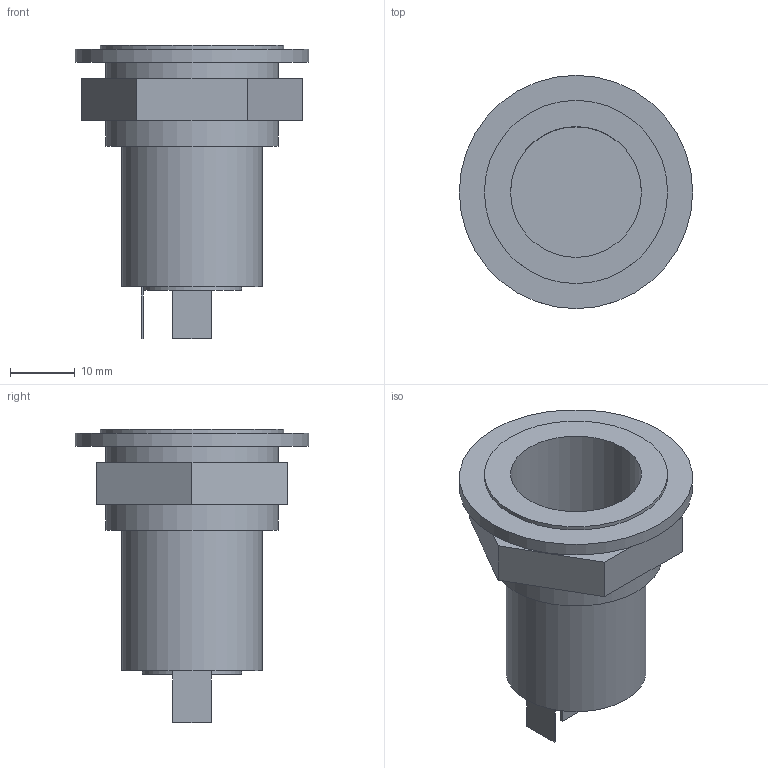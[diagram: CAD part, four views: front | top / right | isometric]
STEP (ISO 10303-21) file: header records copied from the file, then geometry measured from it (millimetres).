
FILE_DESCRIPTION(('FreeCAD Model'),'2;1');
FILE_NAME('Open CASCADE Shape Model','2025-12-06T13:54:20',(''),(''), 'Open CASCADE STEP processor 7.6','FreeCAD','Unknown');
FILE_SCHEMA(('AUTOMOTIVE_DESIGN { 1 0 10303 214 1 1 1 1 }'));
Length unit declared in the file: millimetre
Products named in the file (1): difference
Bounding box: 36.03 x 36.03 x 45.3 mm (x, y, z)
Volume: 9247.8 mm3; surface area: 7552.8 mm2
Topology: 1 solids, 1 shells, 33 faces, 69 edges, 46 vertices
Faces by surface type: plane 25, cylinder 8
Full cylindrical faces by diameter (mm): 20.2 x1, 21.7 x1, 26.6 x2, 28.3 x1, 36.03 x1
Entity records: 1121 total; most frequent: DIRECTION 153, CARTESIAN_POINT 149, ORIENTED_EDGE 138, EDGE_CURVE 69, LINE 53, VECTOR 53, AXIS2_PLACEMENT_3D 50, VERTEX_POINT 46
